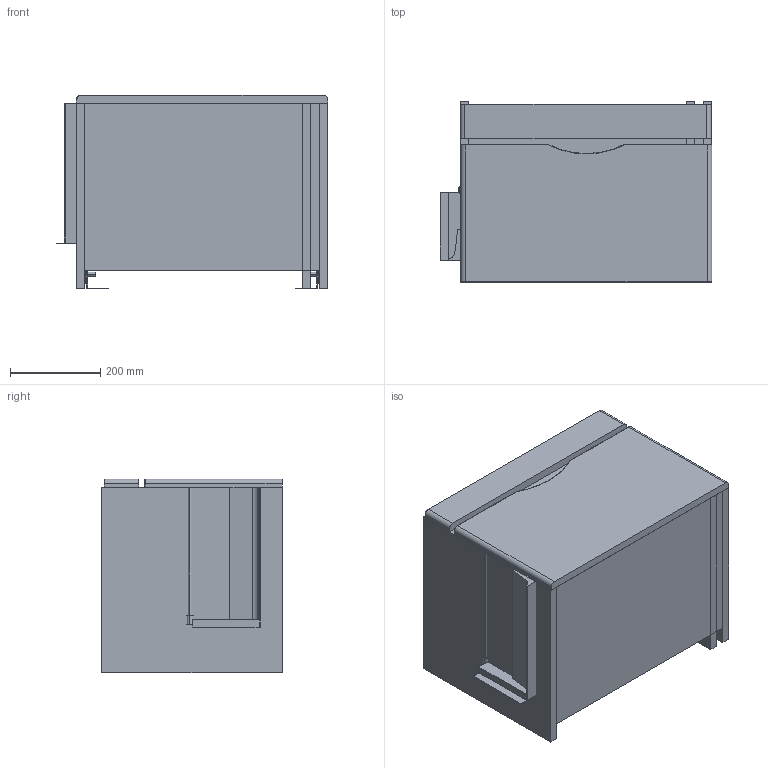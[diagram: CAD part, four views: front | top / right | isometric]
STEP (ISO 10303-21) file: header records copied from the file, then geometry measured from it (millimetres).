
FILE_DESCRIPTION (( 'STEP AP214' ), '1' );
FILE_NAME ('700111 & 700511 & 700911_v10211.STEP', '2021-02-11T11:48:08', ( '' ), ( '' ), 'SwSTEP 2.0', 'SolidWorks 2019', '' );
FILE_SCHEMA (( 'AUTOMOTIVE_DESIGN' ));
Length unit declared in the file: millimetre
Products named in the file (14): Right side panel_v10918; Back Board Drawer_v10918_700111; Drawer Front_v10918; Brack p1_v10819; Wooden Bracket_v10918_700111; Bracket p2_v10819; Base Panel_v10918_700111; Left side panel_v10918; Front Panels_v10918_700111; 700111 & 700511 & 700911_v10211; Drawer Assembly_v10918_700111; Drawer side L v10918; Drawer Bottom v10918_700111; Drawer side R v10918
Assembly tree (15 placements, depth 3):
  700111 & 700511 & 700911_v10211
    Base Panel_v10918_700111
    Left side panel_v10918
    Right side panel_v10918
    Wooden Bracket_v10918_700111
    Front Panels_v10918_700111
    Drawer Assembly_v10918_700111
      Drawer Bottom v10918_700111
      Drawer side L v10918
      Drawer side R v10918
      Drawer Front_v10918
      Back Board Drawer_v10918_700111
    Brack p1_v10819  x2
    Bracket p2_v10819  x2
Bounding box: 602.9 x 400 x 430.5 mm (x, y, z)
Volume: 21787270.9 mm3; surface area: 2867364.7 mm2
Topology: 16 solids, 16 shells, 427 faces, 1015 edges, 667 vertices
Faces by surface type: plane 241, cylinder 178, torus 4, sphere 4
Entity records: 10992 total; most frequent: DIRECTION 1922, CARTESIAN_POINT 1777, ORIENTED_EDGE 1674, EDGE_CURVE 837, AXIS2_PLACEMENT_3D 704, VERTEX_POINT 551, LINE 514, VECTOR 514
